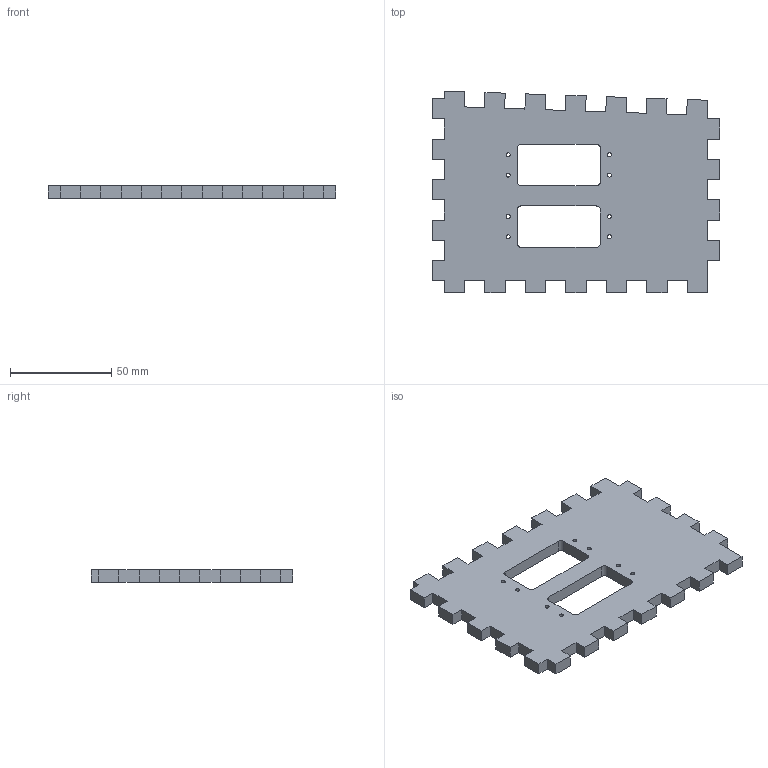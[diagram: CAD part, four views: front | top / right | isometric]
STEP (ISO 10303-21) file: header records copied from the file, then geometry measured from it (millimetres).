
FILE_DESCRIPTION(('CATIA V5 STEP Exchange','CAx-IF Rec.Pracs.--- Model Styling and Organization---1.5--- 2016-08-15','CAx-IF Rec.Pracs.---Supplemental Geometry---1.0---2011-11-01','CAx-IF Rec.Pracs.--- Composite Materials ---3.4---2017-06-13','CAx-IF Rec.Pracs.---External References---2.1---2005-01-19','CAx-IF Rec.Pracs.---Tessellated 3D Geometry---1.0---2015-12-17'),'2;1');
FILE_NAME('F38_Engine_Mount_E_Poplar_6mm.stp','2023-04-06T00:21:25+00:00',('none'),('none'),'CATIA Version 5-6 Release 2020 SP6','CATIA V5 STEP AP242 v2','none');
FILE_SCHEMA(('AP242_MANAGED_MODEL_BASED_3D_ENGINEERING_MIM_LF {1 0 10303 442 1 1 4}'));
Length unit declared in the file: millimetre
Products named in the file (1): F38_Engine_Mount_E_Poplar_6mm
Bounding box: 142 x 99.77 x 6 mm (x, y, z)
Volume: 64234.4 mm3; surface area: 27498.3 mm2
Topology: 1 solids, 1 shells, 122 faces, 360 edges, 240 vertices
Faces by surface type: plane 98, cylinder 24
Entity records: 3760 total; most frequent: ORIENTED_EDGE 720, CARTESIAN_POINT 666, DIRECTION 490, EDGE_CURVE 360, VECTOR 312, LINE 312, VERTEX_POINT 240, EDGE_LOOP 142
